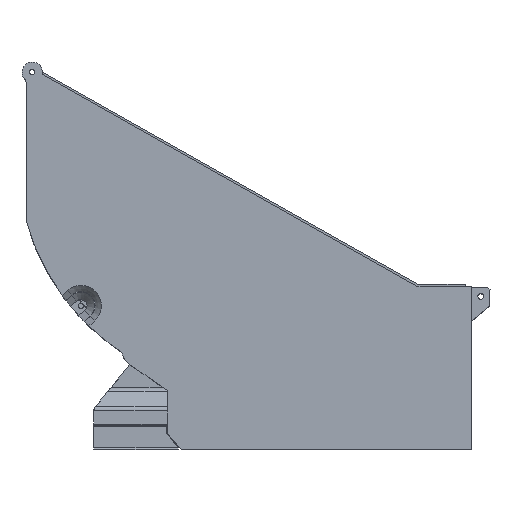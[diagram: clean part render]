
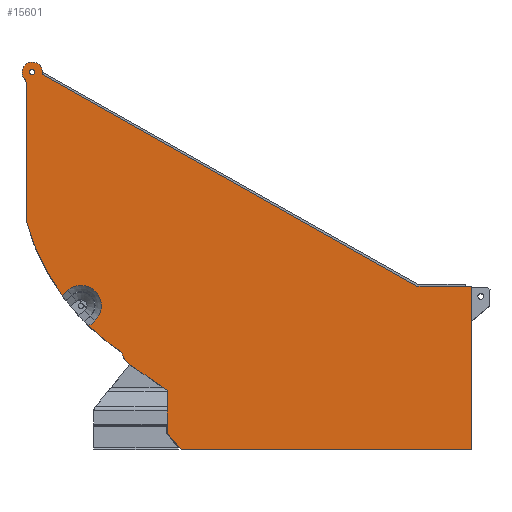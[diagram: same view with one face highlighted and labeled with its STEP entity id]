
A CAD part, top view. The second image highlights one B-rep face of the part: STEP entity #15601.
In plain terms, the highlighted planar face has unit normal (0, 0, 1).
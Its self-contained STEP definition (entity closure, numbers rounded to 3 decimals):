
#234=FACE_BOUND('',#2136,.T.);
#414=PLANE('',#16726);
#1200=FACE_OUTER_BOUND('',#2135,.T.);
#2135=EDGE_LOOP('',(#11208,#11209,#11210,#11211,#11212,#11213,#11214,#11215,
#11216,#11217,#11218,#11219,#11220,#11221,#11222,#11223));
#2136=EDGE_LOOP('',(#11224));
#3258=LINE('',#23131,#5091);
#3262=LINE('',#23141,#5095);
#3263=LINE('',#23147,#5096);
#3264=LINE('',#23151,#5097);
#3265=LINE('',#23155,#5098);
#3266=LINE('',#23161,#5099);
#3267=LINE('',#23163,#5100);
#3268=LINE('',#23165,#5101);
#3269=LINE('',#23167,#5102);
#3270=LINE('',#23168,#5103);
#5091=VECTOR('',#18343,10.);
#5095=VECTOR('',#18353,10.);
#5096=VECTOR('',#18358,10.);
#5097=VECTOR('',#18361,10.);
#5098=VECTOR('',#18364,10.);
#5099=VECTOR('',#18369,10.);
#5100=VECTOR('',#18370,10.);
#5101=VECTOR('',#18371,10.);
#5102=VECTOR('',#18372,10.);
#5103=VECTOR('',#18373,10.);
#6836=CIRCLE('',#16713,1.35);
#6839=CIRCLE('',#16727,5.);
#6840=CIRCLE('',#16728,3.);
#6841=CIRCLE('',#16729,113.);
#6842=CIRCLE('',#16730,10.);
#6843=CIRCLE('',#16731,113.);
#6844=CIRCLE('',#16732,10.);
#7306=VERTEX_POINT('',#23049);
#7318=VERTEX_POINT('',#23128);
#7319=VERTEX_POINT('',#23130);
#7322=VERTEX_POINT('',#23140);
#7323=VERTEX_POINT('',#23142);
#7324=VERTEX_POINT('',#23144);
#7325=VERTEX_POINT('',#23146);
#7326=VERTEX_POINT('',#23148);
#7327=VERTEX_POINT('',#23150);
#7328=VERTEX_POINT('',#23152);
#7329=VERTEX_POINT('',#23154);
#7330=VERTEX_POINT('',#23156);
#7331=VERTEX_POINT('',#23158);
#7332=VERTEX_POINT('',#23160);
#7333=VERTEX_POINT('',#23162);
#7334=VERTEX_POINT('',#23164);
#7335=VERTEX_POINT('',#23166);
#8837=EDGE_CURVE('',#7306,#7306,#6836,.T.);
#8856=EDGE_CURVE('',#7318,#7319,#3258,.T.);
#8861=EDGE_CURVE('',#7319,#7322,#3262,.T.);
#8862=EDGE_CURVE('',#7323,#7318,#6839,.T.);
#8863=EDGE_CURVE('',#7323,#7324,#6840,.T.);
#8864=EDGE_CURVE('',#7325,#7324,#3263,.T.);
#8865=EDGE_CURVE('',#7326,#7325,#6841,.T.);
#8866=EDGE_CURVE('',#7326,#7327,#3264,.T.);
#8867=EDGE_CURVE('',#7327,#7328,#6842,.T.);
#8868=EDGE_CURVE('',#7328,#7329,#3265,.T.);
#8869=EDGE_CURVE('',#7330,#7329,#6843,.T.);
#8870=EDGE_CURVE('',#7331,#7330,#6844,.T.);
#8871=EDGE_CURVE('',#7332,#7331,#3266,.T.);
#8872=EDGE_CURVE('',#7333,#7332,#3267,.T.);
#8873=EDGE_CURVE('',#7334,#7333,#3268,.T.);
#8874=EDGE_CURVE('',#7335,#7334,#3269,.T.);
#8875=EDGE_CURVE('',#7322,#7335,#3270,.T.);
#11208=ORIENTED_EDGE('',*,*,#8861,.F.);
#11209=ORIENTED_EDGE('',*,*,#8856,.F.);
#11210=ORIENTED_EDGE('',*,*,#8862,.F.);
#11211=ORIENTED_EDGE('',*,*,#8863,.T.);
#11212=ORIENTED_EDGE('',*,*,#8864,.F.);
#11213=ORIENTED_EDGE('',*,*,#8865,.F.);
#11214=ORIENTED_EDGE('',*,*,#8866,.T.);
#11215=ORIENTED_EDGE('',*,*,#8867,.T.);
#11216=ORIENTED_EDGE('',*,*,#8868,.T.);
#11217=ORIENTED_EDGE('',*,*,#8869,.F.);
#11218=ORIENTED_EDGE('',*,*,#8870,.F.);
#11219=ORIENTED_EDGE('',*,*,#8871,.F.);
#11220=ORIENTED_EDGE('',*,*,#8872,.F.);
#11221=ORIENTED_EDGE('',*,*,#8873,.F.);
#11222=ORIENTED_EDGE('',*,*,#8874,.F.);
#11223=ORIENTED_EDGE('',*,*,#8875,.F.);
#11224=ORIENTED_EDGE('',*,*,#8837,.F.);
#15601=ADVANCED_FACE('',(#1200,#234),#414,.F.);
#16713=AXIS2_PLACEMENT_3D('',#23050,#18309,#18310);
#16726=AXIS2_PLACEMENT_3D('',#23139,#18351,#18352);
#16727=AXIS2_PLACEMENT_3D('',#23143,#18354,#18355);
#16728=AXIS2_PLACEMENT_3D('',#23145,#18356,#18357);
#16729=AXIS2_PLACEMENT_3D('',#23149,#18359,#18360);
#16730=AXIS2_PLACEMENT_3D('',#23153,#18362,#18363);
#16731=AXIS2_PLACEMENT_3D('',#23157,#18365,#18366);
#16732=AXIS2_PLACEMENT_3D('',#23159,#18367,#18368);
#18309=DIRECTION('center_axis',(0.,0.,1.));
#18310=DIRECTION('ref_axis',(-1.,0.,0.));
#18343=DIRECTION('',(0.871,-0.492,0.));
#18351=DIRECTION('center_axis',(0.,0.,-1.));
#18352=DIRECTION('ref_axis',(-1.,0.,0.));
#18353=DIRECTION('',(1.,0.,0.));
#18354=DIRECTION('center_axis',(0.,0.,-1.));
#18355=DIRECTION('ref_axis',(0.7,-0.714,0.));
#18356=DIRECTION('center_axis',(0.,0.,-1.));
#18357=DIRECTION('ref_axis',(0.935,0.354,0.));
#18358=DIRECTION('',(0.,1.,0.));
#18359=DIRECTION('center_axis',(0.,0.,-1.));
#18360=DIRECTION('ref_axis',(-0.551,-0.835,0.));
#18361=DIRECTION('',(0.753,0.658,0.));
#18362=DIRECTION('center_axis',(0.,0.,-1.));
#18363=DIRECTION('ref_axis',(1.,0.,0.));
#18364=DIRECTION('',(-0.753,-0.658,0.));
#18365=DIRECTION('center_axis',(0.,0.,-1.));
#18366=DIRECTION('ref_axis',(-0.551,-0.835,0.));
#18367=DIRECTION('center_axis',(0.,0.,-1.));
#18368=DIRECTION('ref_axis',(-0.574,-0.819,0.));
#18369=DIRECTION('',(-0.819,0.574,0.));
#18370=DIRECTION('',(0.,1.,0.));
#18371=DIRECTION('',(-0.658,0.753,0.));
#18372=DIRECTION('',(-1.,0.,0.));
#18373=DIRECTION('',(0.,-1.,0.));
#23049=CARTESIAN_POINT('',(-104.65,151.664,97.));
#23050=CARTESIAN_POINT('Origin',(-106.,151.664,97.));
#23128=CARTESIAN_POINT('',(-101.115,150.599,97.));
#23130=CARTESIAN_POINT('',(82.25,47.,97.));
#23131=CARTESIAN_POINT('',(-103.,151.664,97.));
#23139=CARTESIAN_POINT('Origin',(-1.,61.832,97.));
#23140=CARTESIAN_POINT('',(109.,47.,97.));
#23141=CARTESIAN_POINT('',(82.25,47.,97.));
#23142=CARTESIAN_POINT('',(-109.75,148.357,97.));
#23143=CARTESIAN_POINT('Origin',(-106.,151.664,97.));
#23144=CARTESIAN_POINT('',(-109.,146.372,97.));
#23145=CARTESIAN_POINT('Origin',(-112.,146.372,97.));
#23146=CARTESIAN_POINT('',(-109.,79.201,97.));
#23147=CARTESIAN_POINT('',(-109.,79.201,97.));
#23148=CARTESIAN_POINT('',(-91.419,42.58,97.));
#23149=CARTESIAN_POINT('Origin',(0.,109.,97.));
#23150=CARTESIAN_POINT('',(-88.75,44.912,97.));
#23151=CARTESIAN_POINT('',(-59.681,70.315,97.));
#23152=CARTESIAN_POINT('',(-75.589,29.852,97.));
#23153=CARTESIAN_POINT('Origin',(-82.17,37.382,97.));
#23154=CARTESIAN_POINT('',(-78.277,27.503,97.));
#23155=CARTESIAN_POINT('',(-48.002,53.96,97.));
#23156=CARTESIAN_POINT('',(-62.25,14.692,97.));
#23157=CARTESIAN_POINT('Origin',(0.,109.,97.));
#23158=CARTESIAN_POINT('',(-58.236,8.723,97.));
#23159=CARTESIAN_POINT('Origin',(-52.5,16.914,97.));
#23160=CARTESIAN_POINT('',(-39.929,-4.096,97.));
#23161=CARTESIAN_POINT('',(-39.929,-4.096,97.));
#23162=CARTESIAN_POINT('',(-39.929,-25.071,97.));
#23163=CARTESIAN_POINT('',(-39.929,-25.071,97.));
#23164=CARTESIAN_POINT('',(-33.,-33.,97.));
#23165=CARTESIAN_POINT('',(-33.,-33.,97.));
#23166=CARTESIAN_POINT('',(109.,-33.,97.));
#23167=CARTESIAN_POINT('',(109.,-33.,97.));
#23168=CARTESIAN_POINT('',(109.,47.,97.));
